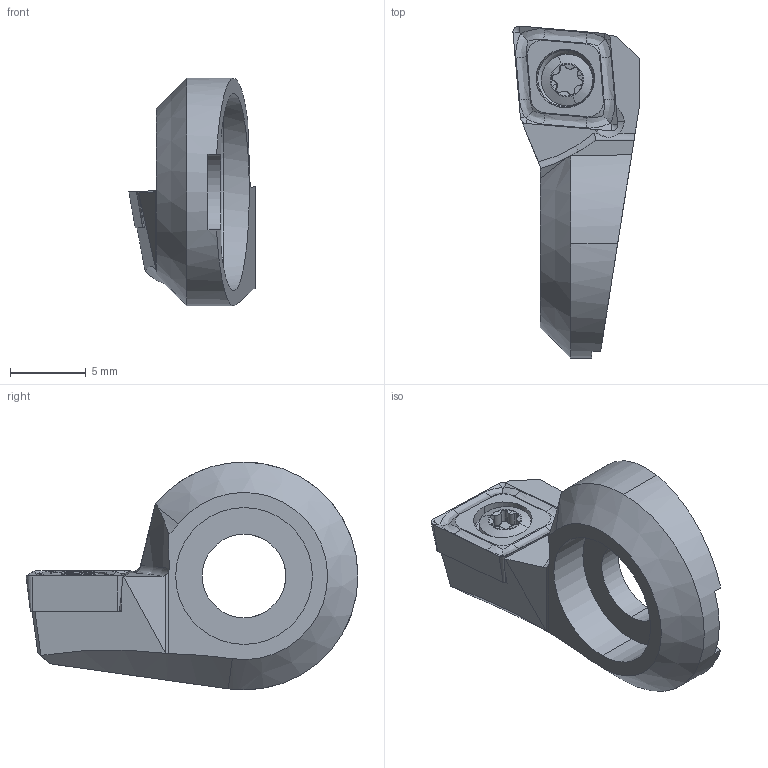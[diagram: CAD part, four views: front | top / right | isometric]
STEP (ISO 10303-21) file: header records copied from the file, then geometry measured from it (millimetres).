
FILE_DESCRIPTION (( 'STEP AP214' ), '1' );
FILE_NAME ('254.255.006.STEP', '2019-05-28T06:56:31', ( '' ), ( '' ), 'SwSTEP 2.0', 'SolidWorks 2017', '' );
FILE_SCHEMA (( 'AUTOMOTIVE_DESIGN' ));
Length unit declared in the file: millimetre
Products named in the file (7): WCA-ER2.001.006_A; 254.255.006; F25-WCA.002.006_D_fertigbearbeitet; CCMT060204; F25-WCA.002.006_D
Assembly tree (3 placements, depth 2):
  254.255.006
    F25-WCA.002.006_D_fertigbearbeitet
    CCMT060204
    WCA-ER2.001.006_A
  WCA-ER2.001.006_A
  CCMT060204
  F25-WCA.002.006_D
Bounding box: 8.3 x 21.85 x 15 mm (x, y, z)
Volume: 784 mm3; surface area: 1048.2 mm2
Topology: 3 solids, 3 shells, 131 faces, 334 edges, 206 vertices
Faces by surface type: cylinder 40, plane 40, cone 25, torus 12, bspline 12, sphere 2
Entity records: 4452 total; most frequent: CARTESIAN_POINT 1217, ORIENTED_EDGE 660, DIRECTION 608, EDGE_CURVE 330, AXIS2_PLACEMENT_3D 235, VERTEX_POINT 206, EDGE_LOOP 138, VECTOR 138
